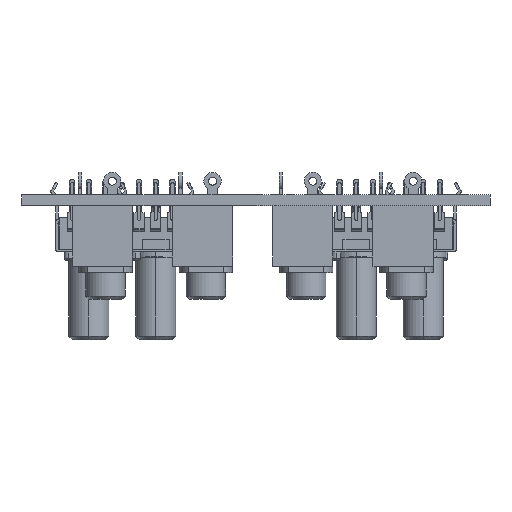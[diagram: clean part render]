
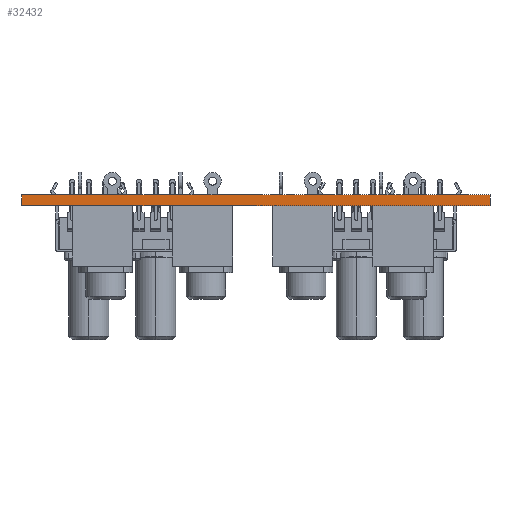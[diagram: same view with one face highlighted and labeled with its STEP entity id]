
A CAD part, front view. The second image highlights one B-rep face of the part: STEP entity #32432.
In plain terms, the highlighted planar face has unit normal (0, -1, 0).
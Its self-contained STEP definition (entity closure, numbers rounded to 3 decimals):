
#21918 = PLANE('',#21919);
#21919 = AXIS2_PLACEMENT_3D('',#21920,#21921,#21922);
#21920 = CARTESIAN_POINT('',(-35.,-50.,0.));
#21921 = DIRECTION('',(-1.,0.,0.));
#21922 = DIRECTION('',(0.,1.,0.));
#21946 = PLANE('',#21947);
#21947 = AXIS2_PLACEMENT_3D('',#21948,#21949,#21950);
#21948 = CARTESIAN_POINT('',(0.,0.,1.6));
#21949 = DIRECTION('',(0.,0.,-1.));
#21950 = DIRECTION('',(-1.,0.,0.));
#21974 = PLANE('',#21975);
#21975 = AXIS2_PLACEMENT_3D('',#21976,#21977,#21978);
#21976 = CARTESIAN_POINT('',(35.,50.,0.));
#21977 = DIRECTION('',(1.,0.,0.));
#21978 = DIRECTION('',(0.,-1.,0.));
#22000 = PLANE('',#22001);
#22001 = AXIS2_PLACEMENT_3D('',#22002,#22003,#22004);
#22002 = CARTESIAN_POINT('',(0.,0.,0.));
#22003 = DIRECTION('',(0.,0.,-1.));
#22004 = DIRECTION('',(-1.,0.,0.));
#22015 = EDGE_CURVE('',#22016,#22018,#22020,.T.);
#22016 = VERTEX_POINT('',#22017);
#22017 = CARTESIAN_POINT('',(-35.,-50.,0.));
#22018 = VERTEX_POINT('',#22019);
#22019 = CARTESIAN_POINT('',(-35.,-50.,1.6));
#22020 = SURFACE_CURVE('',#22021,(#22025,#22032),.PCURVE_S1.);
#22021 = LINE('',#22022,#22023);
#22022 = CARTESIAN_POINT('',(-35.,-50.,0.));
#22023 = VECTOR('',#22024,1.);
#22024 = DIRECTION('',(0.,0.,1.));
#22025 = PCURVE('',#21918,#22026);
#22026 = DEFINITIONAL_REPRESENTATION('',(#22027),#22031);
#22027 = LINE('',#22028,#22029);
#22028 = CARTESIAN_POINT('',(0.,0.));
#22029 = VECTOR('',#22030,1.);
#22030 = DIRECTION('',(0.,-1.));
#22031 = ( GEOMETRIC_REPRESENTATION_CONTEXT(2) 
PARAMETRIC_REPRESENTATION_CONTEXT() REPRESENTATION_CONTEXT('2D SPACE',''
  ) );
#22032 = PCURVE('',#22033,#22038);
#22033 = PLANE('',#22034);
#22034 = AXIS2_PLACEMENT_3D('',#22035,#22036,#22037);
#22035 = CARTESIAN_POINT('',(35.,-50.,0.));
#22036 = DIRECTION('',(0.,-1.,0.));
#22037 = DIRECTION('',(-1.,0.,0.));
#22038 = DEFINITIONAL_REPRESENTATION('',(#22039),#22043);
#22039 = LINE('',#22040,#22041);
#22040 = CARTESIAN_POINT('',(70.,0.));
#22041 = VECTOR('',#22042,1.);
#22042 = DIRECTION('',(0.,-1.));
#22043 = ( GEOMETRIC_REPRESENTATION_CONTEXT(2) 
PARAMETRIC_REPRESENTATION_CONTEXT() REPRESENTATION_CONTEXT('2D SPACE',''
  ) );
#22093 = VERTEX_POINT('',#22094);
#22094 = CARTESIAN_POINT('',(35.,-50.,1.6));
#22115 = EDGE_CURVE('',#22116,#22093,#22118,.T.);
#22116 = VERTEX_POINT('',#22117);
#22117 = CARTESIAN_POINT('',(35.,-50.,0.));
#22118 = SURFACE_CURVE('',#22119,(#22123,#22130),.PCURVE_S1.);
#22119 = LINE('',#22120,#22121);
#22120 = CARTESIAN_POINT('',(35.,-50.,0.));
#22121 = VECTOR('',#22122,1.);
#22122 = DIRECTION('',(0.,0.,1.));
#22123 = PCURVE('',#21974,#22124);
#22124 = DEFINITIONAL_REPRESENTATION('',(#22125),#22129);
#22125 = LINE('',#22126,#22127);
#22126 = CARTESIAN_POINT('',(100.,0.));
#22127 = VECTOR('',#22128,1.);
#22128 = DIRECTION('',(0.,-1.));
#22129 = ( GEOMETRIC_REPRESENTATION_CONTEXT(2) 
PARAMETRIC_REPRESENTATION_CONTEXT() REPRESENTATION_CONTEXT('2D SPACE',''
  ) );
#22130 = PCURVE('',#22033,#22131);
#22131 = DEFINITIONAL_REPRESENTATION('',(#22132),#22136);
#22132 = LINE('',#22133,#22134);
#22133 = CARTESIAN_POINT('',(0.,0.));
#22134 = VECTOR('',#22135,1.);
#22135 = DIRECTION('',(0.,-1.));
#22136 = ( GEOMETRIC_REPRESENTATION_CONTEXT(2) 
PARAMETRIC_REPRESENTATION_CONTEXT() REPRESENTATION_CONTEXT('2D SPACE',''
  ) );
#22164 = EDGE_CURVE('',#22116,#22016,#22165,.T.);
#22165 = SURFACE_CURVE('',#22166,(#22170,#22177),.PCURVE_S1.);
#22166 = LINE('',#22167,#22168);
#22167 = CARTESIAN_POINT('',(35.,-50.,0.));
#22168 = VECTOR('',#22169,1.);
#22169 = DIRECTION('',(-1.,0.,0.));
#22170 = PCURVE('',#22000,#22171);
#22171 = DEFINITIONAL_REPRESENTATION('',(#22172),#22176);
#22172 = LINE('',#22173,#22174);
#22173 = CARTESIAN_POINT('',(-35.,-50.));
#22174 = VECTOR('',#22175,1.);
#22175 = DIRECTION('',(1.,0.));
#22176 = ( GEOMETRIC_REPRESENTATION_CONTEXT(2) 
PARAMETRIC_REPRESENTATION_CONTEXT() REPRESENTATION_CONTEXT('2D SPACE',''
  ) );
#22177 = PCURVE('',#22033,#22178);
#22178 = DEFINITIONAL_REPRESENTATION('',(#22179),#22183);
#22179 = LINE('',#22180,#22181);
#22180 = CARTESIAN_POINT('',(0.,0.));
#22181 = VECTOR('',#22182,1.);
#22182 = DIRECTION('',(1.,0.));
#22183 = ( GEOMETRIC_REPRESENTATION_CONTEXT(2) 
PARAMETRIC_REPRESENTATION_CONTEXT() REPRESENTATION_CONTEXT('2D SPACE',''
  ) );
#27731 = EDGE_CURVE('',#22093,#22018,#27732,.T.);
#27732 = SURFACE_CURVE('',#27733,(#27737,#27744),.PCURVE_S1.);
#27733 = LINE('',#27734,#27735);
#27734 = CARTESIAN_POINT('',(35.,-50.,1.6));
#27735 = VECTOR('',#27736,1.);
#27736 = DIRECTION('',(-1.,0.,0.));
#27737 = PCURVE('',#21946,#27738);
#27738 = DEFINITIONAL_REPRESENTATION('',(#27739),#27743);
#27739 = LINE('',#27740,#27741);
#27740 = CARTESIAN_POINT('',(-35.,-50.));
#27741 = VECTOR('',#27742,1.);
#27742 = DIRECTION('',(1.,0.));
#27743 = ( GEOMETRIC_REPRESENTATION_CONTEXT(2) 
PARAMETRIC_REPRESENTATION_CONTEXT() REPRESENTATION_CONTEXT('2D SPACE',''
  ) );
#27744 = PCURVE('',#22033,#27745);
#27745 = DEFINITIONAL_REPRESENTATION('',(#27746),#27750);
#27746 = LINE('',#27747,#27748);
#27747 = CARTESIAN_POINT('',(0.,-1.6));
#27748 = VECTOR('',#27749,1.);
#27749 = DIRECTION('',(1.,0.));
#27750 = ( GEOMETRIC_REPRESENTATION_CONTEXT(2) 
PARAMETRIC_REPRESENTATION_CONTEXT() REPRESENTATION_CONTEXT('2D SPACE',''
  ) );
#32432 = ADVANCED_FACE('',(#32433),#22033,.T.);
#32433 = FACE_BOUND('',#32434,.T.);
#32434 = EDGE_LOOP('',(#32435,#32436,#32437,#32438));
#32435 = ORIENTED_EDGE('',*,*,#22115,.T.);
#32436 = ORIENTED_EDGE('',*,*,#27731,.T.);
#32437 = ORIENTED_EDGE('',*,*,#22015,.F.);
#32438 = ORIENTED_EDGE('',*,*,#22164,.F.);
